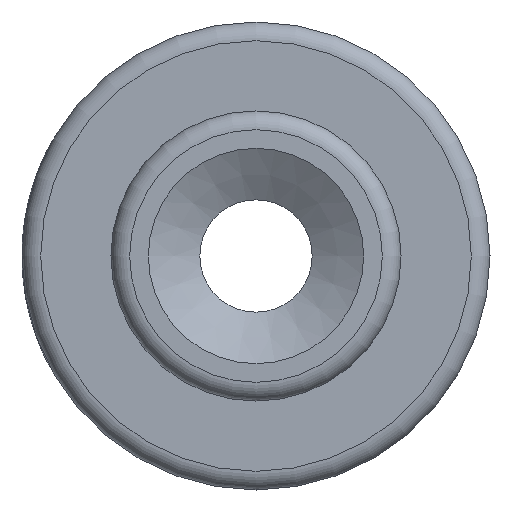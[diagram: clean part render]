
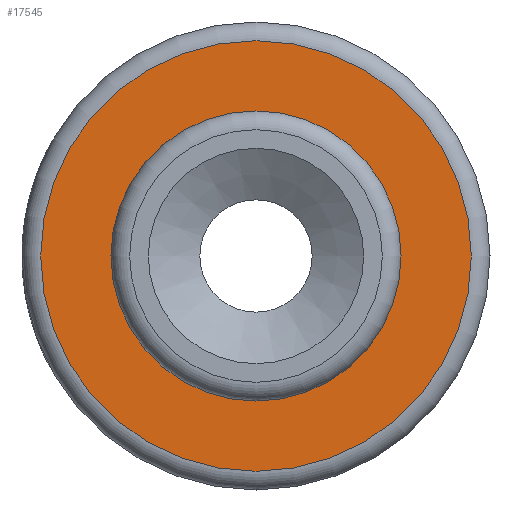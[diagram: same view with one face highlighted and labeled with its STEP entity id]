
A CAD part, left-side view. The second image highlights one B-rep face of the part: STEP entity #17545.
In plain terms, the highlighted planar face has unit normal (-1, 0, 0).
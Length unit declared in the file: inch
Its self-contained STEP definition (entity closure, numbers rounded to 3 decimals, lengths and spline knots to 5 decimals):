
#17511=CARTESIAN_POINT('',(-2.40369,0.31485,0.0));
#17512=VERTEX_POINT('',#17511);
#17513=CARTESIAN_POINT('',(-2.40369,-0.1664,0.0));
#17514=DIRECTION('',(1.0,0.0,0.0));
#17515=DIRECTION('',(0.0,1.0,0.0));
#17516=AXIS2_PLACEMENT_3D('',#17513,#17514,#17515);
#17517=CIRCLE('',#17516,0.48125);
#17518=EDGE_CURVE('',#17512,#17512,#17517,.T.);
#17526=CARTESIAN_POINT('',(-2.40369,0.4336,0.0));
#17527=DIRECTION('',(-1.0,0.0,0.0));
#17528=DIRECTION('',(0.0,0.0,1.0));
#17529=AXIS2_PLACEMENT_3D('',#17526,#17527,#17528);
#17530=PLANE('',#17529);
#17531=CARTESIAN_POINT('',(-2.40369,0.55235,0.0));
#17532=VERTEX_POINT('',#17531);
#17533=CARTESIAN_POINT('',(-2.40369,-0.1664,0.0));
#17534=DIRECTION('',(1.0,0.0,0.0));
#17535=DIRECTION('',(0.0,1.0,0.0));
#17536=AXIS2_PLACEMENT_3D('',#17533,#17534,#17535);
#17537=CIRCLE('',#17536,0.71875);
#17538=EDGE_CURVE('',#17532,#17532,#17537,.T.);
#17539=ORIENTED_EDGE('',*,*,#17538,.F.);
#17540=EDGE_LOOP('',(#17539));
#17541=FACE_OUTER_BOUND('',#17540,.T.);
#17542=ORIENTED_EDGE('',*,*,#17518,.T.);
#17543=EDGE_LOOP('',(#17542));
#17544=FACE_BOUND('',#17543,.T.);
#17545=ADVANCED_FACE('',(#17541,#17544),#17530,.T.);
